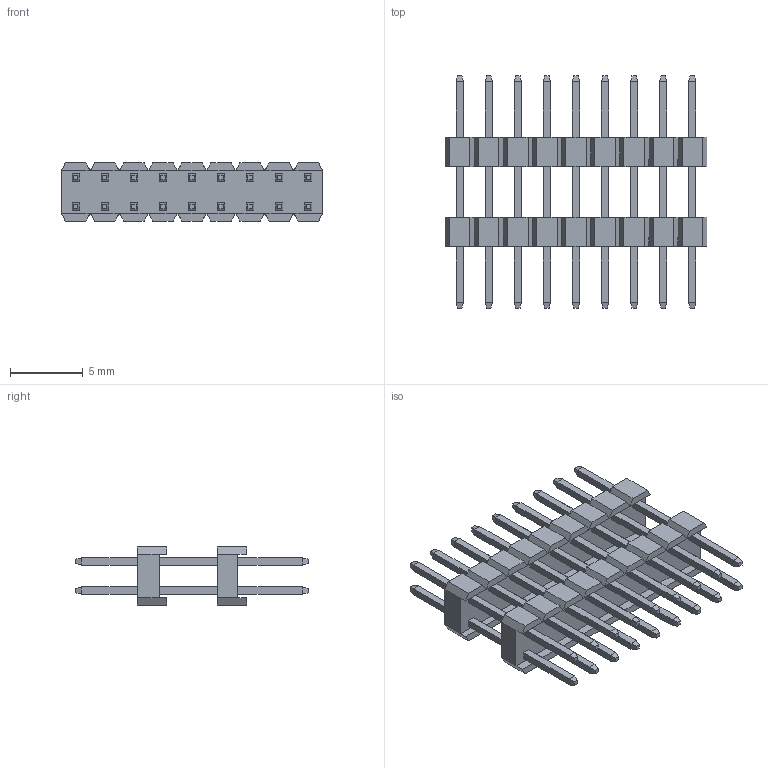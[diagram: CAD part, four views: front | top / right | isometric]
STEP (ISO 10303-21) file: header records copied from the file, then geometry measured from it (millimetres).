
FILE_DESCRIPTION((''),'2;1');
FILE_NAME('FPH20048-D06S1014121212B','2024-01-22T',('工程三'),(''),'PRO/ENGINEER BY PARAMETRIC TECHNOLOGY CORPORATION, 2010280','PRO/ENGINEER BY PARAMETRIC TECHNOLOGY CORPORATION, 2010280','');
FILE_SCHEMA(('CONFIG_CONTROL_DESIGN'));
Length unit declared in the file: millimetre
Products named in the file (1): FPH20048-D06S1014121212B
Bounding box: 18 x 16 x 4 mm (x, y, z)
Volume: 275.1 mm3; surface area: 971.2 mm2
Topology: 1 solids, 1 shells, 584 faces, 1488 edges, 944 vertices
Faces by surface type: plane 584
Entity records: 17166 total; most frequent: CARTESIAN_POINT 3016, ORIENTED_EDGE 2976, DIRECTION 2656, VECTOR 1488, LINE 1488, EDGE_CURVE 1488, VERTEX_POINT 944, EDGE_LOOP 656
